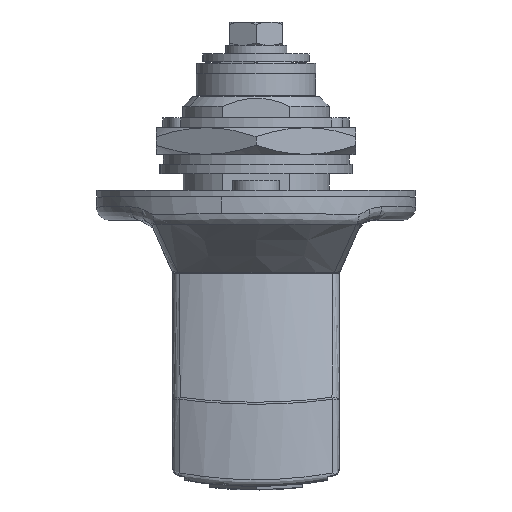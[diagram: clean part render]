
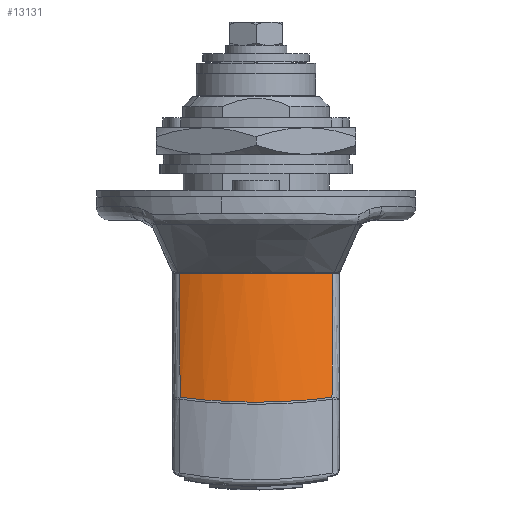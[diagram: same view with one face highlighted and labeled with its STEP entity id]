
A CAD part, top view. The second image highlights one B-rep face of the part: STEP entity #13131.
In plain terms, the highlighted free-form (B-spline) face has degree [1, 2] with [2, 3] control points.
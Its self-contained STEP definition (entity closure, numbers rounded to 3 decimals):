
#9077=CARTESIAN_POINT('',(-31.093,-11.407,14.089));
#9078=VERTEX_POINT('',#9077);
#9092=CARTESIAN_POINT('',(-31.093,11.407,14.089));
#9093=VERTEX_POINT('',#9092);
#9094=CARTESIAN_POINT('',(-31.093,11.407,14.089));
#9095=CARTESIAN_POINT('',(-31.217,10.534,14.561));
#9096=CARTESIAN_POINT('',(-31.326,9.634,14.978));
#9097=CARTESIAN_POINT('',(-31.516,7.779,15.702));
#9098=CARTESIAN_POINT('',(-31.594,6.836,16.003));
#9099=CARTESIAN_POINT('',(-31.721,4.923,16.487));
#9100=CARTESIAN_POINT('',(-31.769,3.952,16.67));
#9101=CARTESIAN_POINT('',(-31.809,2.72,16.823));
#9102=CARTESIAN_POINT('',(-31.819,2.349,16.864));
#9103=CARTESIAN_POINT('',(-31.828,1.976,16.895));
#9104=CARTESIAN_POINT('',(-31.833,1.727,16.915));
#9105=CARTESIAN_POINT('',(-31.835,1.603,16.923));
#9106=CARTESIAN_POINT('',(-31.845,0.98,16.962));
#9107=CARTESIAN_POINT('',(-31.849,0.483,16.977));
#9108=CARTESIAN_POINT('',(-31.849,-1.003,16.976));
#9109=CARTESIAN_POINT('',(-31.833,-1.987,16.915));
#9110=CARTESIAN_POINT('',(-31.769,-3.945,16.671));
#9111=CARTESIAN_POINT('',(-31.721,-4.918,16.488));
#9112=CARTESIAN_POINT('',(-31.641,-6.126,16.182));
#9113=CARTESIAN_POINT('',(-31.624,-6.367,16.117));
#9114=CARTESIAN_POINT('',(-31.588,-6.845,15.98));
#9115=CARTESIAN_POINT('',(-31.57,-7.083,15.908));
#9116=CARTESIAN_POINT('',(-31.51,-7.791,15.681));
#9117=CARTESIAN_POINT('',(-31.467,-8.257,15.515));
#9118=CARTESIAN_POINT('',(-31.326,-9.637,14.977));
#9119=CARTESIAN_POINT('',(-31.217,-10.534,14.561));
#9120=CARTESIAN_POINT('',(-31.093,-11.407,14.089));
#9121=B_SPLINE_CURVE_WITH_KNOTS('',3,(#9094,#9095,#9096,#9097,#9098,#9099,#9100,#9101,#9102,#9103,#9104,#9105,#9106,#9107,#9108,#9109,#9110,#9111,#9112,#9113,#9114,#9115,#9116,#9117,#9118,#9119,#9120),.UNSPECIFIED.,.F.,.U.,(4,2,2,2,1,2,2,2,2,2,2,2,2,4),(0.0,0.125,0.25,0.375,0.406,0.422,0.438,0.5,0.625,0.75,0.781,0.813,0.875,1.0),.UNSPECIFIED.);
#9122=EDGE_CURVE('',#9093,#9078,#9121,.T.);
#9325=CARTESIAN_POINT('',(-12.5,11.537,10.733));
#9326=VERTEX_POINT('',#9325);
#9357=CARTESIAN_POINT('',(-12.5,11.537,10.733));
#9358=CARTESIAN_POINT('',(-15.596,11.512,11.307));
#9359=CARTESIAN_POINT('',(-18.694,11.489,11.873));
#9360=CARTESIAN_POINT('',(-24.892,11.446,12.99));
#9361=CARTESIAN_POINT('',(-27.992,11.426,13.542));
#9362=CARTESIAN_POINT('',(-31.093,11.407,14.089));
#9363=B_SPLINE_CURVE_WITH_KNOTS('',3,(#9357,#9358,#9359,#9360,#9361,#9362),.UNSPECIFIED.,.F.,.U.,(4,2,4),(0.0,0.5,1.0),.UNSPECIFIED.);
#9364=EDGE_CURVE('',#9326,#9093,#9363,.T.);
#9467=CARTESIAN_POINT('',(-12.5,-11.537,10.733));
#9468=VERTEX_POINT('',#9467);
#9491=CARTESIAN_POINT('',(-31.093,-11.407,14.089));
#9492=CARTESIAN_POINT('',(-27.992,-11.426,13.542));
#9493=CARTESIAN_POINT('',(-24.892,-11.446,12.99));
#9494=CARTESIAN_POINT('',(-18.694,-11.489,11.873));
#9495=CARTESIAN_POINT('',(-15.596,-11.512,11.307));
#9496=CARTESIAN_POINT('',(-12.5,-11.537,10.733));
#9497=B_SPLINE_CURVE_WITH_KNOTS('',3,(#9491,#9492,#9493,#9494,#9495,#9496),.UNSPECIFIED.,.F.,.U.,(4,2,4),(0.0,0.5,1.0),.UNSPECIFIED.);
#9498=EDGE_CURVE('',#9078,#9468,#9497,.T.);
#12794=CARTESIAN_POINT('',(-12.5,-11.537,10.733));
#12795=CARTESIAN_POINT('',(-12.5,0.,17.837));
#12796=CARTESIAN_POINT('',(-12.5,11.537,10.733));
#12804=(BOUNDED_CURVE()B_SPLINE_CURVE(2,(#12794,#12795,#12796),.UNSPECIFIED.,.F.,.U.)CURVE()GEOMETRIC_REPRESENTATION_ITEM()QUASI_UNIFORM_CURVE()RATIONAL_B_SPLINE_CURVE((1.0,0.851,1.0))REPRESENTATION_ITEM(''));
#12805=EDGE_CURVE('',#9468,#9326,#12804,.T.);
#13111=CARTESIAN_POINT('',(-12.016,12.201,10.217));
#13112=CARTESIAN_POINT('',(-32.345,13.941,12.816));
#13113=CARTESIAN_POINT('',(-12.016,-0.087,18.447));
#13114=CARTESIAN_POINT('',(-32.345,-0.099,22.219));
#13115=CARTESIAN_POINT('',(-12.016,-12.32,10.137));
#13116=CARTESIAN_POINT('',(-32.345,-14.077,12.724));
#13124=(BOUNDED_SURFACE()B_SPLINE_SURFACE(1,2,((#13111,#13113,#13115),(#13112,#13114,#13116)),.UNSPECIFIED.,.F.,.F.,.U.)B_SPLINE_SURFACE_WITH_KNOTS((2,2),(3,3),(0.0,20.568),(0.0,30.638),.UNSPECIFIED.)GEOMETRIC_REPRESENTATION_ITEM()RATIONAL_B_SPLINE_SURFACE(((1.0,0.829,1.0),(1.0,0.829,1.0)))REPRESENTATION_ITEM('')SURFACE());
#13125=ORIENTED_EDGE('',*,*,#9122,.T.);
#13126=ORIENTED_EDGE('',*,*,#9498,.T.);
#13127=ORIENTED_EDGE('',*,*,#12805,.T.);
#13128=ORIENTED_EDGE('',*,*,#9364,.T.);
#13129=EDGE_LOOP('',(#13125,#13126,#13127,#13128));
#13130=FACE_OUTER_BOUND('',#13129,.T.);
#13131=ADVANCED_FACE('',(#13130),#13124,.T.);
